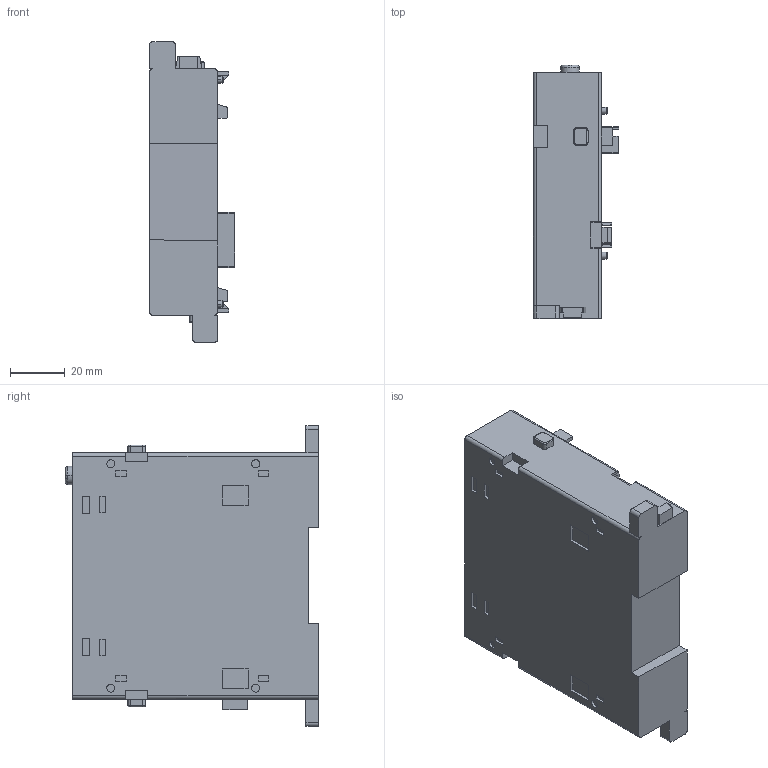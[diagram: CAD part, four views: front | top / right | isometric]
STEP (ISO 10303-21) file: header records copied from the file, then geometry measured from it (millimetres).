
FILE_DESCRIPTION(('STEP AP242'),'1');
FILE_NAME('tm4es4.stp','2019-01-15T14:27:35',('TraceParts'),('TraceParts S.A.'),'Spatial InterOp 3D',' ',' ');
FILE_SCHEMA(('AP242_MANAGED_MODEL_BASED_3D_ENGINEERING_MIM_LF {1 0 10303 442 1 1 4}'));
Length unit declared in the file: millimetre
Products named in the file (1): tm4es4
Bounding box: 31.2 x 92.6 x 110 mm (x, y, z)
Volume: 195489.3 mm3; surface area: 29509.7 mm2
Topology: 1 solids, 1 shells, 419 faces, 1073 edges, 698 vertices
Faces by surface type: plane 320, cylinder 68, torus 23, extrusion 4, cone 4
Entity records: 16029 total; most frequent: CARTESIAN_POINT 2378, ORIENTED_EDGE 2138, DIRECTION 2055, EDGE_CURVE 1069, VECTOR 885, LINE 881, VERTEX_POINT 698, AXIS2_PLACEMENT_3D 585
